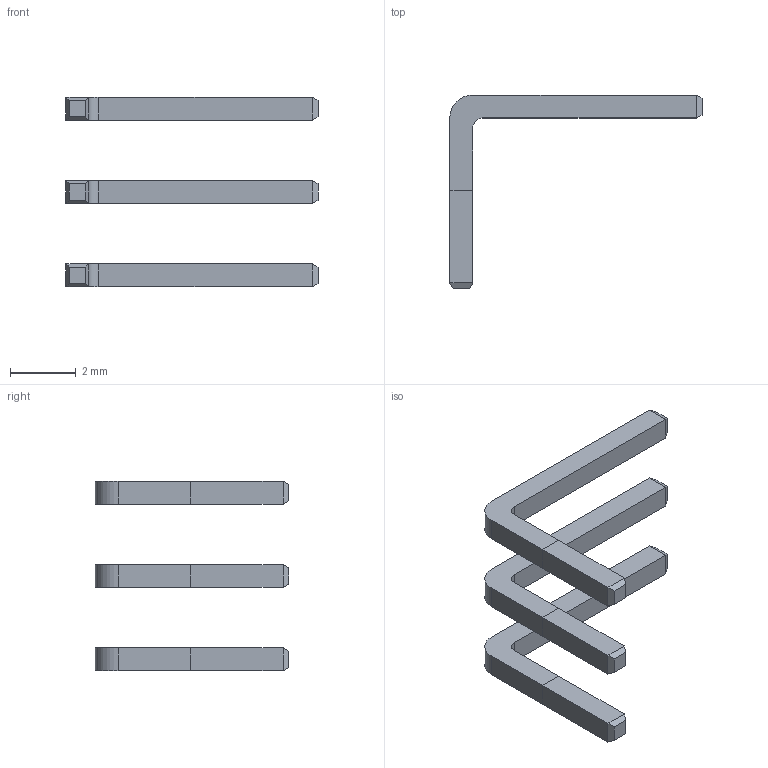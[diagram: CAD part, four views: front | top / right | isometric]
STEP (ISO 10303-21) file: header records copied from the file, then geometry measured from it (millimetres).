
FILE_DESCRIPTION (( 'STEP AP214' ), '1' );
FILE_NAME ('PLS3R_short.step', '2022-01-22T10:59:50', ( '' ), ( '' ), 'SwSTEP 2.0', 'SolidWorks 2017', '' );
FILE_SCHEMA (( 'AUTOMOTIVE_DESIGN' ));
Length unit declared in the file: millimetre
Products named in the file (1): PLS3R_short
Bounding box: 7.7 x 5.91 x 5.78 mm (x, y, z)
Volume: 18.7 mm3; surface area: 111.4 mm2
Topology: 6 solids, 6 shells, 72 faces, 156 edges, 96 vertices
Faces by surface type: plane 66, cylinder 6
Entity records: 1979 total; most frequent: CARTESIAN_POINT 325, DIRECTION 314, ORIENTED_EDGE 312, EDGE_CURVE 156, LINE 144, VECTOR 144, VERTEX_POINT 96, AXIS2_PLACEMENT_3D 85
